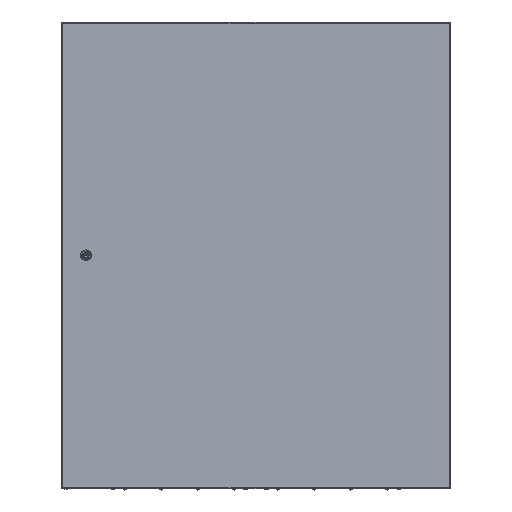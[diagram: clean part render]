
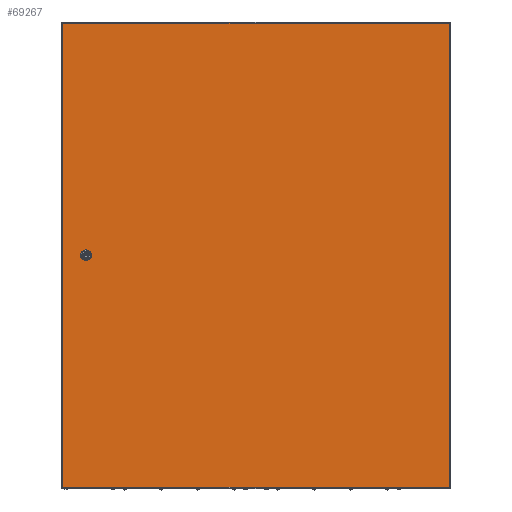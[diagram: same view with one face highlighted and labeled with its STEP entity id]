
A CAD part, top view. The second image highlights one B-rep face of the part: STEP entity #69267.
In plain terms, the highlighted planar face has unit normal (0, 0, 1).
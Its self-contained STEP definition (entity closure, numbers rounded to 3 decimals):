
#276 = VERTEX_POINT ( 'NONE', #73377 ) ;
#473 = EDGE_CURVE ( 'NONE', #46809, #68313, #19723, .T. ) ;
#515 = ORIENTED_EDGE ( 'NONE', *, *, #35134, .F. ) ;
#579 = CARTESIAN_POINT ( 'NONE',  ( 67.926, 589.95, 17.5 ) ) ;
#782 = LINE ( 'NONE', #80999, #26272 ) ;
#997 = VECTOR ( 'NONE', #46816, 1000. ) ;
#3262 = DIRECTION ( 'NONE',  ( 1., 0., 0. ) ) ;
#3692 = ORIENTED_EDGE ( 'NONE', *, *, #18055, .F. ) ;
#4703 = CIRCLE ( 'NONE', #69404, 11.25 ) ;
#6029 = VECTOR ( 'NONE', #57958, 1000. ) ;
#6766 = EDGE_CURVE ( 'NONE', #9553, #26769, #66622, .T. ) ;
#8590 = CARTESIAN_POINT ( 'NONE',  ( 67.926, 610.05, 17.5 ) ) ;
#9045 = DIRECTION ( 'NONE',  ( 0., 0., 1. ) ) ;
#9553 = VERTEX_POINT ( 'NONE', #62394 ) ;
#9557 = DIRECTION ( 'NONE',  ( 0., 0., 1. ) ) ;
#9607 = DIRECTION ( 'NONE',  ( 1., 0., 0. ) ) ;
#10001 = CARTESIAN_POINT ( 'NONE',  ( 2.87, 3., 17.5 ) ) ;
#10850 = PLANE ( 'NONE',  #70306 ) ;
#11190 = LINE ( 'NONE', #49613, #29344 ) ;
#11997 = ORIENTED_EDGE ( 'NONE', *, *, #39167, .F. ) ;
#12703 = CARTESIAN_POINT ( 'NONE',  ( 52.82, 594.944, 17.5 ) ) ;
#12872 = CIRCLE ( 'NONE', #57701, 11.25 ) ;
#13334 = CARTESIAN_POINT ( 'NONE',  ( 2.87, 1197., 17.5 ) ) ;
#14526 = DIRECTION ( 'NONE',  ( 1., 0., 0. ) ) ;
#15755 = CARTESIAN_POINT ( 'NONE',  ( 2.87, 1197., 17.5 ) ) ;
#15776 = AXIS2_PLACEMENT_3D ( 'NONE', #43986, #55634, #75837 ) ;
#16037 = CIRCLE ( 'NONE', #63535, 11.25 ) ;
#17835 = ORIENTED_EDGE ( 'NONE', *, *, #27202, .F. ) ;
#18043 = VECTOR ( 'NONE', #51426, 1000. ) ;
#18055 = EDGE_CURVE ( 'NONE', #276, #46809, #782, .T. ) ;
#18299 = DIRECTION ( 'NONE',  ( 0., 0., 1. ) ) ;
#18725 = VERTEX_POINT ( 'NONE', #62885 ) ;
#19723 = CIRCLE ( 'NONE', #15776, 11.25 ) ;
#20740 = DIRECTION ( 'NONE',  ( 0., 0., 1. ) ) ;
#26272 = VECTOR ( 'NONE', #63188, 1000. ) ;
#26769 = VERTEX_POINT ( 'NONE', #76881 ) ;
#26984 = ORIENTED_EDGE ( 'NONE', *, *, #50682, .F. ) ;
#27202 = EDGE_CURVE ( 'NONE', #18725, #80195, #55779, .T. ) ;
#27415 = LINE ( 'NONE', #13334, #6029 ) ;
#27734 = ORIENTED_EDGE ( 'NONE', *, *, #6766, .T. ) ;
#27860 = ORIENTED_EDGE ( 'NONE', *, *, #35169, .T. ) ;
#27875 = EDGE_CURVE ( 'NONE', #52070, #70187, #79027, .T. ) ;
#29344 = VECTOR ( 'NONE', #42135, 1000. ) ;
#29788 = VECTOR ( 'NONE', #47925, 1000. ) ;
#30983 = ORIENTED_EDGE ( 'NONE', *, *, #57467, .T. ) ;
#31959 = VERTEX_POINT ( 'NONE', #81228 ) ;
#32020 = LINE ( 'NONE', #44797, #18043 ) ;
#33969 = CARTESIAN_POINT ( 'NONE',  ( 62.87, 600., 17.5 ) ) ;
#35134 = EDGE_CURVE ( 'NONE', #80195, #52070, #16037, .T. ) ;
#35169 = EDGE_CURVE ( 'NONE', #44185, #31959, #40097, .T. ) ;
#36345 = CARTESIAN_POINT ( 'NONE',  ( 52.82, 594.944, 17.5 ) ) ;
#38907 = EDGE_CURVE ( 'NONE', #74987, #18725, #4703, .T. ) ;
#39167 = EDGE_CURVE ( 'NONE', #70187, #276, #12872, .T. ) ;
#40097 = LINE ( 'NONE', #15755, #62188 ) ;
#40903 = DIRECTION ( 'NONE',  ( -1., 0., 0. ) ) ;
#41246 = CARTESIAN_POINT ( 'NONE',  ( 62.87, 600., 17.5 ) ) ;
#42135 = DIRECTION ( 'NONE',  ( 0., 1., 0. ) ) ;
#43005 = ORIENTED_EDGE ( 'NONE', *, *, #473, .F. ) ;
#43965 = CARTESIAN_POINT ( 'NONE',  ( 72.92, 605.056, 17.5 ) ) ;
#43986 = CARTESIAN_POINT ( 'NONE',  ( 62.87, 600., 17.5 ) ) ;
#44185 = VERTEX_POINT ( 'NONE', #68135 ) ;
#44797 = CARTESIAN_POINT ( 'NONE',  ( 67.926, 610.05, 17.5 ) ) ;
#46350 = DIRECTION ( 'NONE',  ( 1., 0., 0. ) ) ;
#46401 = CARTESIAN_POINT ( 'NONE',  ( 67.926, 589.95, 17.5 ) ) ;
#46717 = ORIENTED_EDGE ( 'NONE', *, *, #38907, .F. ) ;
#46809 = VERTEX_POINT ( 'NONE', #43965 ) ;
#46816 = DIRECTION ( 'NONE',  ( 1., 0., 0. ) ) ;
#47925 = DIRECTION ( 'NONE',  ( 0., -1., 0. ) ) ;
#48320 = VECTOR ( 'NONE', #9607, 1000. ) ;
#48507 = CARTESIAN_POINT ( 'NONE',  ( 57.814, 610.05, 17.5 ) ) ;
#49613 = CARTESIAN_POINT ( 'NONE',  ( 997.37, 1197., 17.5 ) ) ;
#50682 = EDGE_CURVE ( 'NONE', #68313, #74987, #32020, .T. ) ;
#51426 = DIRECTION ( 'NONE',  ( -1., 0., 0. ) ) ;
#52070 = VERTEX_POINT ( 'NONE', #67107 ) ;
#54600 = ORIENTED_EDGE ( 'NONE', *, *, #75320, .T. ) ;
#54666 = DIRECTION ( 'NONE',  ( 1., 0., 0. ) ) ;
#55634 = DIRECTION ( 'NONE',  ( 0., 0., 1. ) ) ;
#55779 = LINE ( 'NONE', #36345, #29788 ) ;
#57467 = EDGE_CURVE ( 'NONE', #26769, #44185, #11190, .T. ) ;
#57701 = AXIS2_PLACEMENT_3D ( 'NONE', #41246, #9045, #3262 ) ;
#57958 = DIRECTION ( 'NONE',  ( 0., -1., 0. ) ) ;
#61652 = FACE_BOUND ( 'NONE', #62703, .T. ) ;
#62188 = VECTOR ( 'NONE', #40903, 1000. ) ;
#62394 = CARTESIAN_POINT ( 'NONE',  ( 2.87, 3., 17.5 ) ) ;
#62472 = EDGE_LOOP ( 'NONE', ( #54600, #27734, #30983, #27860 ) ) ;
#62703 = EDGE_LOOP ( 'NONE', ( #43005, #3692, #11997, #77153, #515, #17835, #46717, #26984 ) ) ;
#62885 = CARTESIAN_POINT ( 'NONE',  ( 52.82, 605.056, 17.5 ) ) ;
#63188 = DIRECTION ( 'NONE',  ( 0., 1., 0. ) ) ;
#63535 = AXIS2_PLACEMENT_3D ( 'NONE', #66150, #20740, #14526 ) ;
#66150 = CARTESIAN_POINT ( 'NONE',  ( 62.87, 600., 17.5 ) ) ;
#66622 = LINE ( 'NONE', #10001, #997 ) ;
#67107 = CARTESIAN_POINT ( 'NONE',  ( 57.814, 589.95, 17.5 ) ) ;
#68135 = CARTESIAN_POINT ( 'NONE',  ( 997.37, 1197., 17.5 ) ) ;
#68313 = VERTEX_POINT ( 'NONE', #8590 ) ;
#68692 = CARTESIAN_POINT ( 'NONE',  ( 0., 0., 17.5 ) ) ;
#69267 = ADVANCED_FACE ( 'NONE', ( #61652, #80686 ), #10850, .T. ) ;
#69404 = AXIS2_PLACEMENT_3D ( 'NONE', #33969, #9557, #46350 ) ;
#70187 = VERTEX_POINT ( 'NONE', #579 ) ;
#70306 = AXIS2_PLACEMENT_3D ( 'NONE', #68692, #18299, #54666 ) ;
#73377 = CARTESIAN_POINT ( 'NONE',  ( 72.92, 594.944, 17.5 ) ) ;
#74987 = VERTEX_POINT ( 'NONE', #48507 ) ;
#75320 = EDGE_CURVE ( 'NONE', #31959, #9553, #27415, .T. ) ;
#75837 = DIRECTION ( 'NONE',  ( 1., 0., 0. ) ) ;
#76881 = CARTESIAN_POINT ( 'NONE',  ( 997.37, 3., 17.5 ) ) ;
#77153 = ORIENTED_EDGE ( 'NONE', *, *, #27875, .F. ) ;
#79027 = LINE ( 'NONE', #46401, #48320 ) ;
#80195 = VERTEX_POINT ( 'NONE', #12703 ) ;
#80686 = FACE_OUTER_BOUND ( 'NONE', #62472, .T. ) ;
#80999 = CARTESIAN_POINT ( 'NONE',  ( 72.92, 594.944, 17.5 ) ) ;
#81228 = CARTESIAN_POINT ( 'NONE',  ( 2.87, 1197., 17.5 ) ) ;
